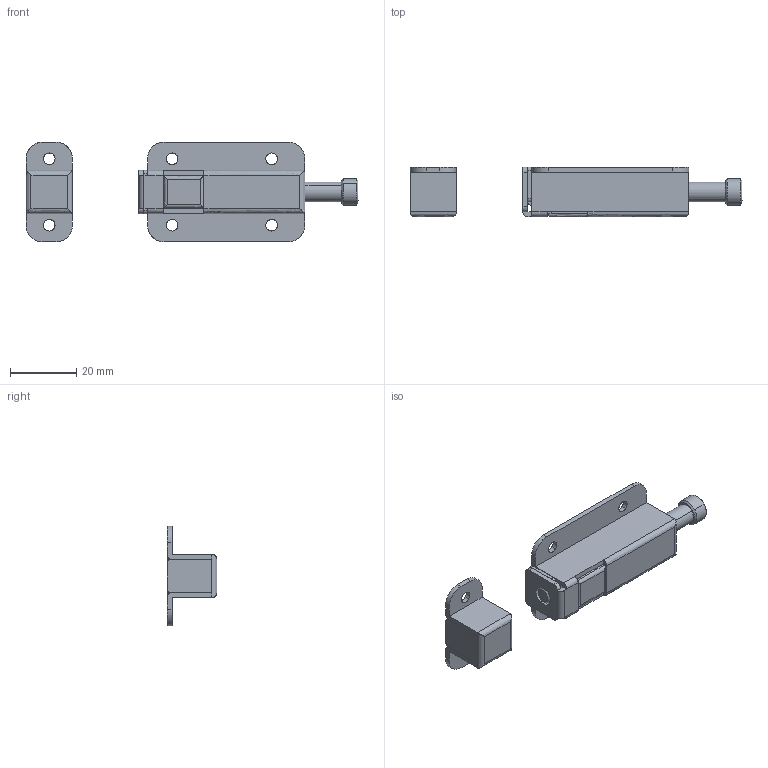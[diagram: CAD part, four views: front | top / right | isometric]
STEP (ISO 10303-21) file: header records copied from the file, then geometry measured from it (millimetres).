
FILE_DESCRIPTION((''),'2;1');
FILE_NAME('','2006-01-16T15:59:16',(''),(''),'','CADfix','');
FILE_SCHEMA(('AUTOMOTIVE_DESIGN'));
Length unit declared in the file: millimetre
Products named in the file (9): spring; spacer_2; spacer_1; retainer; latch; keeper; housing; bouton; TL_323_001_32589_36
Assembly tree (8 placements, depth 2):
  TL_323_001_32589_36
    spring
    spacer_2
    spacer_1
    retainer
    latch
    keeper
    housing
    bouton
Bounding box: 100 x 15 x 30 mm (x, y, z)
Volume: 8292.4 mm3; surface area: 11836.5 mm2
Topology: 8 solids, 8 shells, 321 faces, 1009 edges, 707 vertices
Faces by surface type: bspline 321
Entity records: 16508 total; most frequent: CARTESIAN_POINT 10389, ORIENTED_EDGE 2018, EDGE_CURVE 1009, VERTEX_POINT 707, B_SPLINE_CURVE_WITH_KNOTS 629, QUASI_UNIFORM_CURVE 362, EDGE_LOOP 350, FACE_OUTER_BOUND 321
